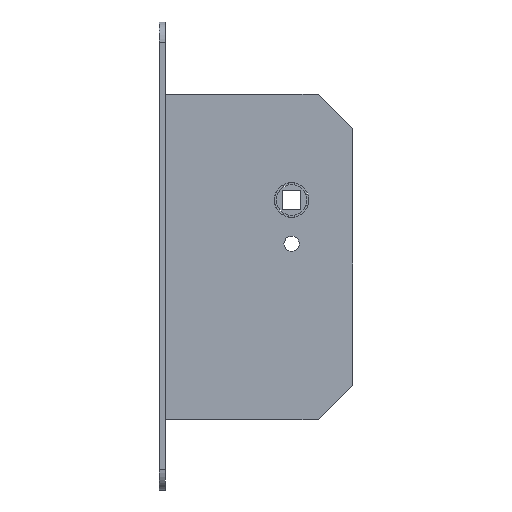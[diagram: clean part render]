
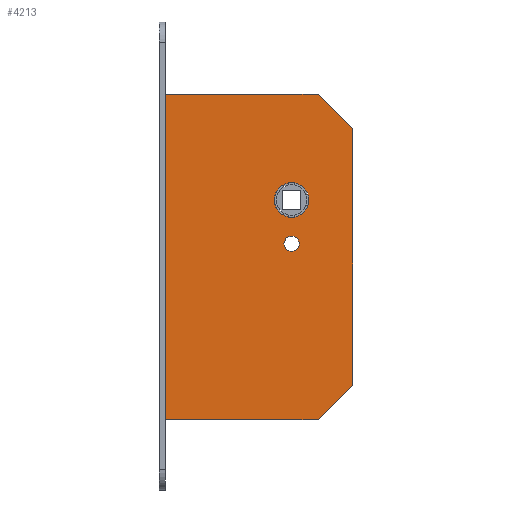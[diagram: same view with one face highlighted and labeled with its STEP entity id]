
A CAD part, top view. The second image highlights one B-rep face of the part: STEP entity #4213.
In plain terms, the highlighted planar face has unit normal (0, 0, 1).
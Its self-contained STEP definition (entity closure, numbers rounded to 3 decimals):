
#39 = FACE_BOUND ( 'NONE', #225, .T. ) ;
#46 = ORIENTED_EDGE ( 'NONE', *, *, #111, .T. ) ;
#58 = CARTESIAN_POINT ( 'NONE',  ( 0., 0., 7.75 ) ) ;
#111 = EDGE_CURVE ( 'NONE', #1123, #569, #861, .T. ) ;
#131 = LINE ( 'NONE', #2217, #2937 ) ;
#152 = AXIS2_PLACEMENT_3D ( 'NONE', #863, #5135, #786 ) ;
#158 = CIRCLE ( 'NONE', #152, 3.75 ) ;
#175 = VERTEX_POINT ( 'NONE', #1940 ) ;
#225 = EDGE_LOOP ( 'NONE', ( #2347, #3175 ) ) ;
#312 = CIRCLE ( 'NONE', #4255, 3.75 ) ;
#320 = VERTEX_POINT ( 'NONE', #2075 ) ;
#401 = ORIENTED_EDGE ( 'NONE', *, *, #5298, .T. ) ;
#533 = DIRECTION ( 'NONE',  ( 1., 0., 0. ) ) ;
#569 = VERTEX_POINT ( 'NONE', #629 ) ;
#629 = CARTESIAN_POINT ( 'NONE',  ( 13., 52., 7.75 ) ) ;
#634 = ORIENTED_EDGE ( 'NONE', *, *, #639, .T. ) ;
#639 = EDGE_CURVE ( 'NONE', #3241, #175, #3564, .T. ) ;
#643 = CIRCLE ( 'NONE', #2088, 8.5 ) ;
#657 = DIRECTION ( 'NONE',  ( 1., 0., 0. ) ) ;
#765 = EDGE_CURVE ( 'NONE', #2080, #4640, #643, .T. ) ;
#786 = DIRECTION ( 'NONE',  ( 1., 0., 0. ) ) ;
#859 = CARTESIAN_POINT ( 'NONE',  ( -62., -108., 7.75 ) ) ;
#861 = LINE ( 'NONE', #1743, #2804 ) ;
#863 = CARTESIAN_POINT ( 'NONE',  ( 0., -21.5, 7.75 ) ) ;
#1013 = CARTESIAN_POINT ( 'NONE',  ( 30., 35., 7.75 ) ) ;
#1123 = VERTEX_POINT ( 'NONE', #1013 ) ;
#1139 = DIRECTION ( 'NONE',  ( 1., 0., 0. ) ) ;
#1365 = DIRECTION ( 'NONE',  ( 0., 0., 1. ) ) ;
#1369 = VECTOR ( 'NONE', #2620, 1000. ) ;
#1412 = ORIENTED_EDGE ( 'NONE', *, *, #765, .F. ) ;
#1524 = CARTESIAN_POINT ( 'NONE',  ( -62., 52., 7.75 ) ) ;
#1536 = EDGE_CURVE ( 'NONE', #175, #1123, #3495, .T. ) ;
#1653 = ORIENTED_EDGE ( 'NONE', *, *, #5437, .T. ) ;
#1721 = CARTESIAN_POINT ( 'NONE',  ( -62., 52., 7.75 ) ) ;
#1743 = CARTESIAN_POINT ( 'NONE',  ( 30., 35., 7.75 ) ) ;
#1765 = FACE_OUTER_BOUND ( 'NONE', #2533, .T. ) ;
#1940 = CARTESIAN_POINT ( 'NONE',  ( 30., -91., 7.75 ) ) ;
#2014 = CARTESIAN_POINT ( 'NONE',  ( 0., -21.5, 7.75 ) ) ;
#2054 = EDGE_CURVE ( 'NONE', #3136, #5329, #2424, .T. ) ;
#2056 = CARTESIAN_POINT ( 'NONE',  ( 13., 52., 7.75 ) ) ;
#2075 = CARTESIAN_POINT ( 'NONE',  ( 3.75, -21.5, 7.75 ) ) ;
#2080 = VERTEX_POINT ( 'NONE', #3184 ) ;
#2088 = AXIS2_PLACEMENT_3D ( 'NONE', #4092, #5403, #1139 ) ;
#2115 = AXIS2_PLACEMENT_3D ( 'NONE', #58, #4799, #533 ) ;
#2199 = CARTESIAN_POINT ( 'NONE',  ( 13., -108., 7.75 ) ) ;
#2217 = CARTESIAN_POINT ( 'NONE',  ( -62., -108., 7.75 ) ) ;
#2347 = ORIENTED_EDGE ( 'NONE', *, *, #2567, .F. ) ;
#2424 = LINE ( 'NONE', #1524, #4338 ) ;
#2533 = EDGE_LOOP ( 'NONE', ( #401, #4083, #1653, #634, #3522, #46 ) ) ;
#2567 = EDGE_CURVE ( 'NONE', #5013, #320, #312, .T. ) ;
#2620 = DIRECTION ( 'NONE',  ( 0., 1., 0. ) ) ;
#2804 = VECTOR ( 'NONE', #5161, 1000. ) ;
#2931 = EDGE_LOOP ( 'NONE', ( #1412, #5443 ) ) ;
#2937 = VECTOR ( 'NONE', #4377, 1000. ) ;
#3068 = CARTESIAN_POINT ( 'NONE',  ( -3.75, -21.5, 7.75 ) ) ;
#3089 = DIRECTION ( 'NONE',  ( 1., 0., 0. ) ) ;
#3134 = CARTESIAN_POINT ( 'NONE',  ( 30., -91., 7.75 ) ) ;
#3136 = VERTEX_POINT ( 'NONE', #1721 ) ;
#3175 = ORIENTED_EDGE ( 'NONE', *, *, #4852, .F. ) ;
#3184 = CARTESIAN_POINT ( 'NONE',  ( -8.5, 0., 7.75 ) ) ;
#3188 = CARTESIAN_POINT ( 'NONE',  ( 8.5, 0., 7.75 ) ) ;
#3241 = VERTEX_POINT ( 'NONE', #2199 ) ;
#3324 = EDGE_CURVE ( 'NONE', #4640, #2080, #3459, .T. ) ;
#3332 = DIRECTION ( 'NONE',  ( 0., 0., 1. ) ) ;
#3459 = CIRCLE ( 'NONE', #2115, 8.5 ) ;
#3481 = FACE_BOUND ( 'NONE', #2931, .T. ) ;
#3495 = LINE ( 'NONE', #3134, #1369 ) ;
#3505 = PLANE ( 'NONE',  #4709 ) ;
#3522 = ORIENTED_EDGE ( 'NONE', *, *, #1536, .T. ) ;
#3564 = LINE ( 'NONE', #4011, #4324 ) ;
#3647 = VECTOR ( 'NONE', #4295, 1000. ) ;
#4011 = CARTESIAN_POINT ( 'NONE',  ( 13., -108., 7.75 ) ) ;
#4083 = ORIENTED_EDGE ( 'NONE', *, *, #2054, .T. ) ;
#4092 = CARTESIAN_POINT ( 'NONE',  ( 0., 0., 7.75 ) ) ;
#4213 = ADVANCED_FACE ( 'NONE', ( #39, #1765, #3481 ), #3505, .T. ) ;
#4238 = LINE ( 'NONE', #2056, #3647 ) ;
#4255 = AXIS2_PLACEMENT_3D ( 'NONE', #2014, #3332, #657 ) ;
#4295 = DIRECTION ( 'NONE',  ( -1., 0., 0. ) ) ;
#4324 = VECTOR ( 'NONE', #5204, 1000. ) ;
#4338 = VECTOR ( 'NONE', #5361, 1000. ) ;
#4377 = DIRECTION ( 'NONE',  ( 1., 0., 0. ) ) ;
#4640 = VERTEX_POINT ( 'NONE', #3188 ) ;
#4709 = AXIS2_PLACEMENT_3D ( 'NONE', #5205, #1365, #3089 ) ;
#4799 = DIRECTION ( 'NONE',  ( 0., 0., 1. ) ) ;
#4852 = EDGE_CURVE ( 'NONE', #320, #5013, #158, .T. ) ;
#5013 = VERTEX_POINT ( 'NONE', #3068 ) ;
#5135 = DIRECTION ( 'NONE',  ( 0., 0., 1. ) ) ;
#5161 = DIRECTION ( 'NONE',  ( -0.707, 0.707, 0. ) ) ;
#5204 = DIRECTION ( 'NONE',  ( 0.707, 0.707, 0. ) ) ;
#5205 = CARTESIAN_POINT ( 'NONE',  ( 0., 0., 7.75 ) ) ;
#5298 = EDGE_CURVE ( 'NONE', #569, #3136, #4238, .T. ) ;
#5329 = VERTEX_POINT ( 'NONE', #859 ) ;
#5361 = DIRECTION ( 'NONE',  ( 0., -1., 0. ) ) ;
#5403 = DIRECTION ( 'NONE',  ( 0., 0., 1. ) ) ;
#5437 = EDGE_CURVE ( 'NONE', #5329, #3241, #131, .T. ) ;
#5443 = ORIENTED_EDGE ( 'NONE', *, *, #3324, .F. ) ;
